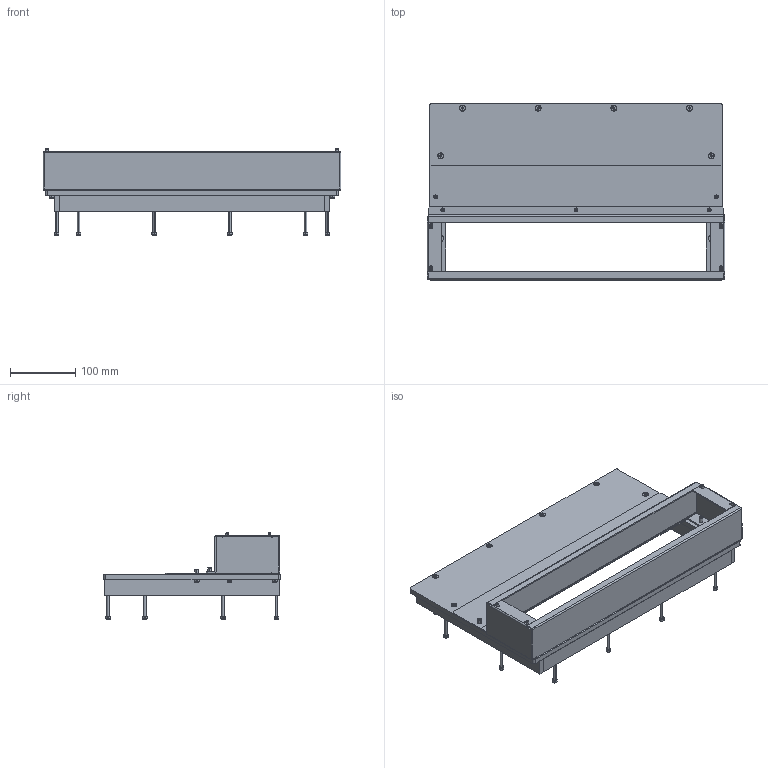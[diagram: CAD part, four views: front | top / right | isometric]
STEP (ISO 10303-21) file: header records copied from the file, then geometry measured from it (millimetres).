
FILE_DESCRIPTION (( 'STEP AP214' ), '1' );
FILE_NAME ('INGUN_115828.STEP', '2024-10-10T11:21:48', ( '' ), ( '' ), 'SwSTEP 2.0', 'SolidWorks 2021', '' );
FILE_SCHEMA (( 'AUTOMOTIVE_DESIGN' ));
Length unit declared in the file: millimetre
Products named in the file (11): 115671~0_S; 115829~0_S; DIN912~n_M04,0x006; 115670~2_S; INGUN_115828; DIN912~n_M04,0x016; DIN7991~n_M04,0x010; DIN912~n_M04,0x040; 115830~0_S; DIN7991~n_M04,0x012; 115831~0_S
Assembly tree (44 placements, depth 2):
  INGUN_115828
    115670~2_S
    115830~0_S
    115671~0_S
    115831~0_S  x2
    115829~0_S  x2
    DIN912~n_M04,0x016  x6
    DIN7991~n_M04,0x012  x12
    DIN912~n_M04,0x006  x4
    DIN7991~n_M04,0x010  x3
    DIN912~n_M04,0x040  x12
Bounding box: 458 x 271.2 x 133 mm (x, y, z)
Volume: 1058087.1 mm3; surface area: 517160 mm2
Topology: 44 solids, 44 shells, 1461 faces, 3584 edges, 2255 vertices
Faces by surface type: cylinder 935, plane 300, cone 226
Entity records: 15519 total; most frequent: DIRECTION 2773, CARTESIAN_POINT 2436, ORIENTED_EDGE 2340, EDGE_CURVE 1170, AXIS2_PLACEMENT_3D 1070, VERTEX_POINT 733, LINE 633, VECTOR 633
